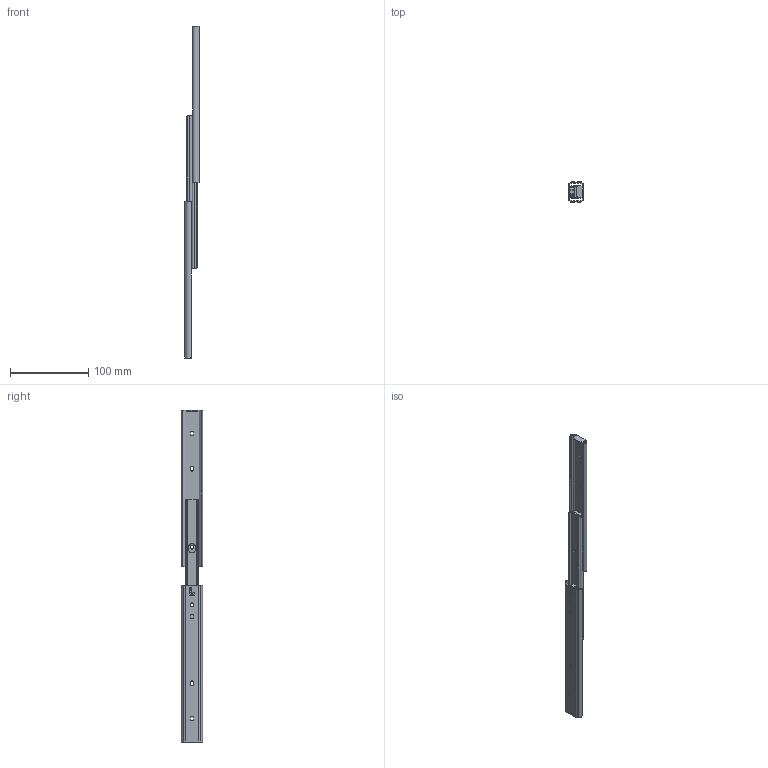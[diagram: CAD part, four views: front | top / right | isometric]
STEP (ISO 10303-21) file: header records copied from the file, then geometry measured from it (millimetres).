
FILE_DESCRIPTION (( 'STEP AP203' ), '1' );
FILE_NAME ('2731MC-200 AS.STEP', '2020-05-08T00:59:33', ( '' ), ( '' ), 'SwSTEP 2.0', 'SolidWorks 2019', '' );
FILE_SCHEMA (( 'CONFIG_CONTROL_DESIGN' ));
Length unit declared in the file: millimetre
Products named in the file (5): OM-2731MC-200; SBP1014 ; 2731MC-200 AS; SBP1015; IM-2731MC-200
Assembly tree (8 placements, depth 2):
  2731MC-200 AS
    OM-2731MC-200  x2
    SBP1015  x2
    SBP1014   x2
    IM-2731MC-200  x2
Bounding box: 19.1 x 27 x 423.08 mm (x, y, z)
Volume: 38399.9 mm3; surface area: 54108.6 mm2
Topology: 8 solids, 8 shells, 398 faces, 1104 edges, 718 vertices
Faces by surface type: plane 200, cylinder 178, torus 20
Entity records: 7247 total; most frequent: CARTESIAN_POINT 1402, DIRECTION 1107, ORIENTED_EDGE 1104, EDGE_CURVE 552, AXIS2_PLACEMENT_3D 388, VERTEX_POINT 359, LINE 331, VECTOR 331
